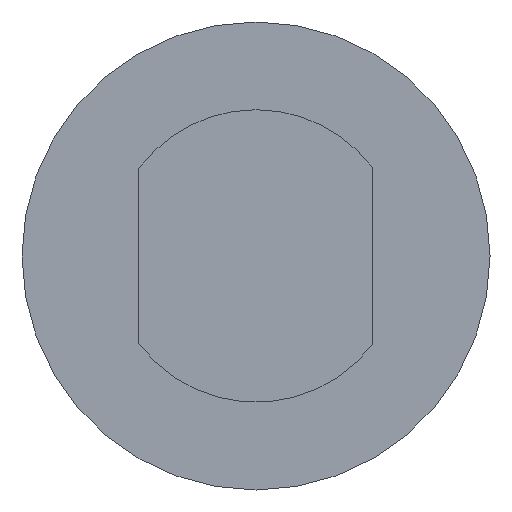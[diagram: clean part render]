
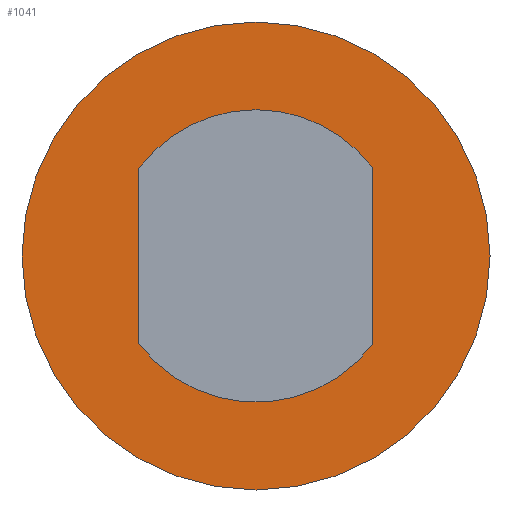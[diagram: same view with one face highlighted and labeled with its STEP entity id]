
A CAD part, front view. The second image highlights one B-rep face of the part: STEP entity #1041.
In plain terms, the highlighted planar face has unit normal (0, -1, 0).
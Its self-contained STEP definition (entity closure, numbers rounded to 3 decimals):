
#19 = CIRCLE ( 'NONE', #598, 16. ) ;
#33 = DIRECTION ( 'NONE',  ( 0., 0., -1. ) ) ;
#51 = DIRECTION ( 'NONE',  ( 0., 0., 1. ) ) ;
#88 = FACE_BOUND ( 'NONE', #467, .T. ) ;
#270 = LINE ( 'NONE', #1000, #953 ) ;
#293 = DIRECTION ( 'NONE',  ( 0., -1., 0. ) ) ;
#390 = CARTESIAN_POINT ( 'NONE',  ( 0., -15., 16. ) ) ;
#461 = ORIENTED_EDGE ( 'NONE', *, *, #509, .F. ) ;
#467 = EDGE_LOOP ( 'NONE', ( #1256, #2081, #461, #1382, #848 ) ) ;
#472 = CIRCLE ( 'NONE', #2356, 10. ) ;
#509 = EDGE_CURVE ( 'NONE', #1589, #1579, #270, .T. ) ;
#549 = EDGE_CURVE ( 'NONE', #2397, #677, #1811, .T. ) ;
#577 = DIRECTION ( 'NONE',  ( 0., 0., -1. ) ) ;
#583 = CIRCLE ( 'NONE', #1058, 10. ) ;
#596 = VERTEX_POINT ( 'NONE', #390 ) ;
#598 = AXIS2_PLACEMENT_3D ( 'NONE', #2346, #1150, #1936 ) ;
#632 = CARTESIAN_POINT ( 'NONE',  ( 0., -15., -16. ) ) ;
#672 = DIRECTION ( 'NONE',  ( 0., 0., -1. ) ) ;
#677 = VERTEX_POINT ( 'NONE', #2066 ) ;
#742 = CARTESIAN_POINT ( 'NONE',  ( 0., -15., 0. ) ) ;
#772 = VERTEX_POINT ( 'NONE', #2585 ) ;
#813 = AXIS2_PLACEMENT_3D ( 'NONE', #742, #2357, #2148 ) ;
#831 = DIRECTION ( 'NONE',  ( 0., -1., 0. ) ) ;
#848 = ORIENTED_EDGE ( 'NONE', *, *, #549, .F. ) ;
#946 = VERTEX_POINT ( 'NONE', #632 ) ;
#953 = VECTOR ( 'NONE', #577, 1000. ) ;
#987 = CARTESIAN_POINT ( 'NONE',  ( 0., -15., 0. ) ) ;
#1000 = CARTESIAN_POINT ( 'NONE',  ( -8., -15., 6. ) ) ;
#1016 = CARTESIAN_POINT ( 'NONE',  ( 8., -15., 6. ) ) ;
#1041 = ADVANCED_FACE ( 'NONE', ( #2015, #88 ), #2036, .T. ) ;
#1049 = DIRECTION ( 'NONE',  ( 0., 0., -1. ) ) ;
#1053 = VECTOR ( 'NONE', #51, 1000. ) ;
#1058 = AXIS2_PLACEMENT_3D ( 'NONE', #1716, #293, #672 ) ;
#1078 = EDGE_CURVE ( 'NONE', #677, #1589, #583, .T. ) ;
#1084 = CIRCLE ( 'NONE', #813, 16. ) ;
#1120 = CARTESIAN_POINT ( 'NONE',  ( -8., -15., -6. ) ) ;
#1141 = EDGE_LOOP ( 'NONE', ( #1227, #2373 ) ) ;
#1150 = DIRECTION ( 'NONE',  ( 0., -1., 0. ) ) ;
#1218 = DIRECTION ( 'NONE',  ( 0., -1., 0. ) ) ;
#1219 = EDGE_CURVE ( 'NONE', #772, #2397, #1818, .T. ) ;
#1227 = ORIENTED_EDGE ( 'NONE', *, *, #1541, .T. ) ;
#1235 = CARTESIAN_POINT ( 'NONE',  ( 8., -15., 6. ) ) ;
#1256 = ORIENTED_EDGE ( 'NONE', *, *, #1219, .F. ) ;
#1294 = AXIS2_PLACEMENT_3D ( 'NONE', #987, #831, #33 ) ;
#1382 = ORIENTED_EDGE ( 'NONE', *, *, #1078, .F. ) ;
#1541 = EDGE_CURVE ( 'NONE', #596, #946, #19, .T. ) ;
#1579 = VERTEX_POINT ( 'NONE', #1120 ) ;
#1589 = VERTEX_POINT ( 'NONE', #1764 ) ;
#1602 = EDGE_CURVE ( 'NONE', #946, #596, #1084, .T. ) ;
#1638 = AXIS2_PLACEMENT_3D ( 'NONE', #1833, #2421, #2244 ) ;
#1716 = CARTESIAN_POINT ( 'NONE',  ( 0., -15., 0. ) ) ;
#1764 = CARTESIAN_POINT ( 'NONE',  ( -8., -15., 6. ) ) ;
#1811 = CIRCLE ( 'NONE', #1294, 10. ) ;
#1818 = LINE ( 'NONE', #1235, #1053 ) ;
#1833 = CARTESIAN_POINT ( 'NONE',  ( 0., -15., 0. ) ) ;
#1936 = DIRECTION ( 'NONE',  ( 0., 0., -1. ) ) ;
#2015 = FACE_OUTER_BOUND ( 'NONE', #1141, .T. ) ;
#2036 = PLANE ( 'NONE',  #1638 ) ;
#2066 = CARTESIAN_POINT ( 'NONE',  ( 0., -15., 10. ) ) ;
#2081 = ORIENTED_EDGE ( 'NONE', *, *, #2216, .F. ) ;
#2148 = DIRECTION ( 'NONE',  ( 0., 0., -1. ) ) ;
#2216 = EDGE_CURVE ( 'NONE', #1579, #772, #472, .T. ) ;
#2226 = CARTESIAN_POINT ( 'NONE',  ( 0., -15., 0. ) ) ;
#2244 = DIRECTION ( 'NONE',  ( 0., 0., -1. ) ) ;
#2346 = CARTESIAN_POINT ( 'NONE',  ( 0., -15., 0. ) ) ;
#2356 = AXIS2_PLACEMENT_3D ( 'NONE', #2226, #1218, #1049 ) ;
#2357 = DIRECTION ( 'NONE',  ( 0., -1., 0. ) ) ;
#2373 = ORIENTED_EDGE ( 'NONE', *, *, #1602, .T. ) ;
#2397 = VERTEX_POINT ( 'NONE', #1016 ) ;
#2421 = DIRECTION ( 'NONE',  ( 0., -1., 0. ) ) ;
#2585 = CARTESIAN_POINT ( 'NONE',  ( 8., -15., -6. ) ) ;
